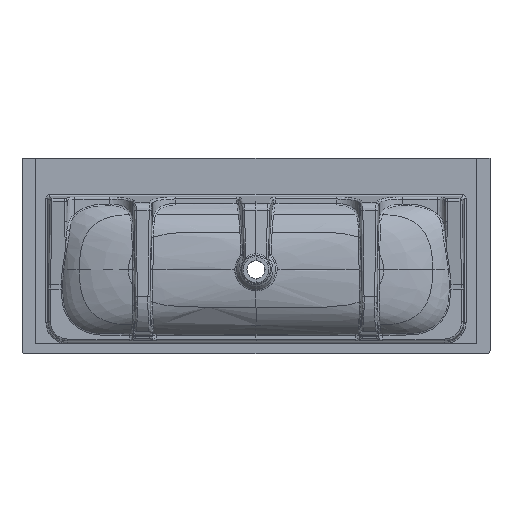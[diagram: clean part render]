
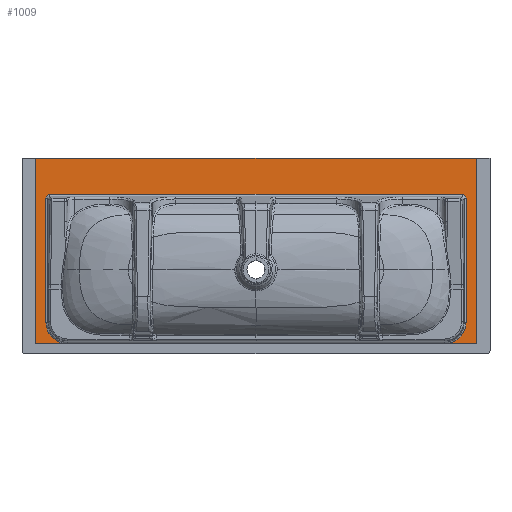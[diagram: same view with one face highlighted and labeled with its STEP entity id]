
A CAD part, front view. The second image highlights one B-rep face of the part: STEP entity #1009.
In plain terms, the highlighted planar face has unit normal (0, -1, 0).
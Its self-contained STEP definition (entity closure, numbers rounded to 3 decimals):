
#49=FACE_BOUND('',#1739,.T.);
#50=FACE_BOUND('',#1740,.T.);
#74=PLANE('',#5366);
#169=ELLIPSE('',#5312,56.381,55.);
#170=ELLIPSE('',#5314,56.381,55.);
#175=ELLIPSE('',#5363,10.251,10.);
#176=ELLIPSE('',#5365,10.251,10.);
#236=LINE('',#23584,#380);
#239=LINE('',#23590,#383);
#241=LINE('',#23594,#385);
#242=LINE('',#23596,#386);
#244=LINE('',#23600,#388);
#245=LINE('',#23602,#389);
#246=LINE('',#23609,#390);
#248=LINE('',#23620,#392);
#273=LINE('',#25714,#417);
#274=LINE('',#25715,#418);
#380=VECTOR('',#5770,1.);
#383=VECTOR('',#5775,1.);
#385=VECTOR('',#5777,1.);
#386=VECTOR('',#5780,1.);
#388=VECTOR('',#5784,1.);
#389=VECTOR('',#5785,1.);
#390=VECTOR('',#5794,1.);
#392=VECTOR('',#5804,1.);
#417=VECTOR('',#5971,1.);
#418=VECTOR('',#5972,1.);
#1009=ADVANCED_FACE('',(#49,#50),#74,.F.);
#1739=EDGE_LOOP('',(#2881,#2882,#2883,#2884,#2885,#2886));
#1740=EDGE_LOOP('',(#2887,#2888,#2889,#2890,#2891,#2892,#2893,#2894));
#2881=ORIENTED_EDGE('',*,*,#4361,.T.);
#2882=ORIENTED_EDGE('',*,*,#4364,.T.);
#2883=ORIENTED_EDGE('',*,*,#4366,.T.);
#2884=ORIENTED_EDGE('',*,*,#4367,.T.);
#2885=ORIENTED_EDGE('',*,*,#4370,.T.);
#2886=ORIENTED_EDGE('',*,*,#4369,.T.);
#2887=ORIENTED_EDGE('',*,*,#4378,.T.);
#2888=ORIENTED_EDGE('',*,*,#4520,.F.);
#2889=ORIENTED_EDGE('',*,*,#4521,.F.);
#2890=ORIENTED_EDGE('',*,*,#4518,.T.);
#2891=ORIENTED_EDGE('',*,*,#4373,.T.);
#2892=ORIENTED_EDGE('',*,*,#4413,.T.);
#2893=ORIENTED_EDGE('',*,*,#4522,.F.);
#2894=ORIENTED_EDGE('',*,*,#4416,.T.);
#3781=VERTEX_POINT('',#23585);
#3782=VERTEX_POINT('',#23586);
#3783=VERTEX_POINT('',#23591);
#3784=VERTEX_POINT('',#23593);
#3785=VERTEX_POINT('',#23597);
#3786=VERTEX_POINT('',#23601);
#3788=VERTEX_POINT('',#23608);
#3789=VERTEX_POINT('',#23610);
#3791=VERTEX_POINT('',#23615);
#3793=VERTEX_POINT('',#23619);
#3812=VERTEX_POINT('',#24147);
#3814=VERTEX_POINT('',#24181);
#3865=VERTEX_POINT('',#25692);
#3866=VERTEX_POINT('',#25713);
#4361=EDGE_CURVE('',#3781,#3782,#236,.T.);
#4364=EDGE_CURVE('',#3782,#3783,#239,.T.);
#4366=EDGE_CURVE('',#3783,#3784,#241,.T.);
#4367=EDGE_CURVE('',#3784,#3785,#242,.T.);
#4369=EDGE_CURVE('',#3786,#3781,#244,.T.);
#4370=EDGE_CURVE('',#3785,#3786,#245,.T.);
#4373=EDGE_CURVE('',#3789,#3788,#246,.T.);
#4378=EDGE_CURVE('',#3791,#3793,#248,.T.);
#4413=EDGE_CURVE('',#3788,#3812,#169,.T.);
#4416=EDGE_CURVE('',#3814,#3791,#170,.T.);
#4518=EDGE_CURVE('',#3865,#3789,#175,.T.);
#4520=EDGE_CURVE('',#3866,#3793,#176,.T.);
#4521=EDGE_CURVE('',#3865,#3866,#273,.T.);
#4522=EDGE_CURVE('',#3814,#3812,#274,.T.);
#5312=AXIS2_PLACEMENT_3D('',#24148,#5847,#5848);
#5314=AXIS2_PLACEMENT_3D('',#24208,#5851,#5852);
#5363=AXIS2_PLACEMENT_3D('',#25691,#5965,#5966);
#5365=AXIS2_PLACEMENT_3D('',#25712,#5969,#5970);
#5366=AXIS2_PLACEMENT_3D('',#25716,#5973,#5974);
#5770=DIRECTION('',(-1.,0.,0.));
#5775=DIRECTION('',(0.,0.,-1.));
#5777=DIRECTION('',(0.,0.,-1.));
#5780=DIRECTION('',(1.,0.,0.));
#5784=DIRECTION('',(0.,0.,1.));
#5785=DIRECTION('',(0.,0.,1.));
#5794=DIRECTION('',(0.,0.,-1.));
#5804=DIRECTION('',(0.,0.,1.));
#5847=DIRECTION('',(0.,1.,0.));
#5848=DIRECTION('',(0.623,0.,-0.782));
#5851=DIRECTION('',(0.,1.,0.));
#5852=DIRECTION('',(-0.623,0.,-0.782));
#5965=DIRECTION('',(0.,1.,0.));
#5966=DIRECTION('',(0.623,0.,0.782));
#5969=DIRECTION('',(0.,-1.,0.));
#5970=DIRECTION('',(0.623,0.,-0.782));
#5971=DIRECTION('',(-1.,0.,0.));
#5972=DIRECTION('',(1.,0.,0.));
#5973=DIRECTION('',(0.,1.,0.));
#5974=DIRECTION('',(1.,0.,0.));
#23584=CARTESIAN_POINT('',(-0.006,-14.54,-0.907));
#23585=CARTESIAN_POINT('',(564.989,-14.54,-0.907));
#23586=CARTESIAN_POINT('',(-565.001,-14.54,-0.907));
#23590=CARTESIAN_POINT('',(-565.001,-14.54,4.981));
#23591=CARTESIAN_POINT('',(-565.001,-14.54,-13.204));
#23593=CARTESIAN_POINT('',(-565.001,-14.54,-475.91));
#23594=CARTESIAN_POINT('',(-565.001,-14.54,-500.911));
#23596=CARTESIAN_POINT('',(-600.006,-14.54,-475.91));
#23597=CARTESIAN_POINT('',(564.989,-14.54,-475.91));
#23600=CARTESIAN_POINT('',(564.989,-14.54,-475.91));
#23601=CARTESIAN_POINT('',(564.989,-14.54,-13.204));
#23602=CARTESIAN_POINT('',(564.989,-14.54,-500.911));
#23608=CARTESIAN_POINT('',(538.453,-14.54,-421.297));
#23609=CARTESIAN_POINT('',(538.453,-14.54,-500.911));
#23610=CARTESIAN_POINT('',(538.453,-14.54,-102.715));
#23615=CARTESIAN_POINT('',(-538.465,-14.54,-421.297));
#23619=CARTESIAN_POINT('',(-538.465,-14.54,-102.715));
#23620=CARTESIAN_POINT('',(-538.465,-14.54,-500.911));
#24147=CARTESIAN_POINT('',(484.254,-14.54,-475.796));
#24148=CARTESIAN_POINT('',(482.912,-14.54,-419.947));
#24181=CARTESIAN_POINT('',(-484.267,-14.54,-475.796));
#24208=CARTESIAN_POINT('',(-482.925,-14.54,-419.947));
#25691=CARTESIAN_POINT('',(528.354,-14.54,-102.961));
#25692=CARTESIAN_POINT('',(528.598,-14.54,-92.807));
#25712=CARTESIAN_POINT('',(-528.367,-14.54,-102.961));
#25713=CARTESIAN_POINT('',(-528.611,-14.54,-92.807));
#25714=CARTESIAN_POINT('',(-0.006,-14.54,-92.807));
#25715=CARTESIAN_POINT('',(-600.006,-14.54,-475.796));
#25716=CARTESIAN_POINT('',(-600.006,-14.54,-500.911));
